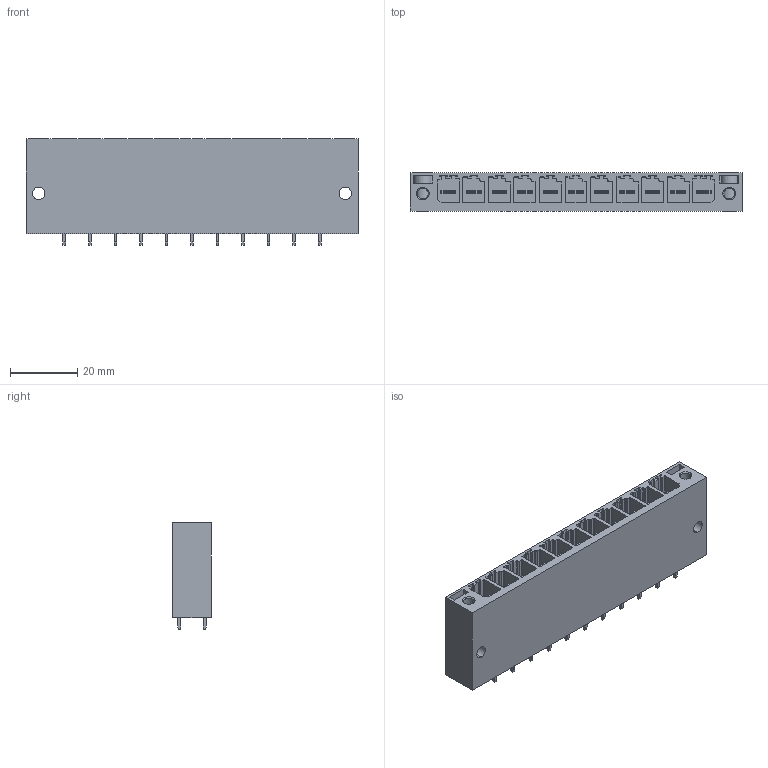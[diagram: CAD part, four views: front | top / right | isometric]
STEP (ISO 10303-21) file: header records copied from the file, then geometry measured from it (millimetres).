
FILE_DESCRIPTION(('CATIA V5 STEP Exchange','CAx-IF Rec.Pracs.--- Model Styling and Organization---1.2---2011-12-15'),'2;1');
FILE_NAME ('D1459418_0_1930800000_1930800000.stp','2018-11-29T03:58:45+00:00',('none'),('Weidmueller'),'CATIA Version 5-6 Release 2014','CATIA V5 STEP AP214','none');
FILE_SCHEMA(('AUTOMOTIVE_DESIGN { 1 0 10303 214 1 1 1 1 }'));
Length unit declared in the file: millimetre
Products named in the file (1): 1930800000
Bounding box: 99.06 x 11.4 x 31.8 mm (x, y, z)
Volume: 22267.6 mm3; surface area: 21541.4 mm2
Topology: 12 solids, 12 shells, 877 faces, 2521 edges, 1672 vertices
Faces by surface type: plane 725, cylinder 148, cone 4
Entity records: 22681 total; most frequent: ORIENTED_EDGE 5042, CARTESIAN_POINT 3717, DIRECTION 2700, EDGE_CURVE 2070, VECTOR 1792, LINE 1792, VERTEX_POINT 1331, EDGE_LOOP 937
